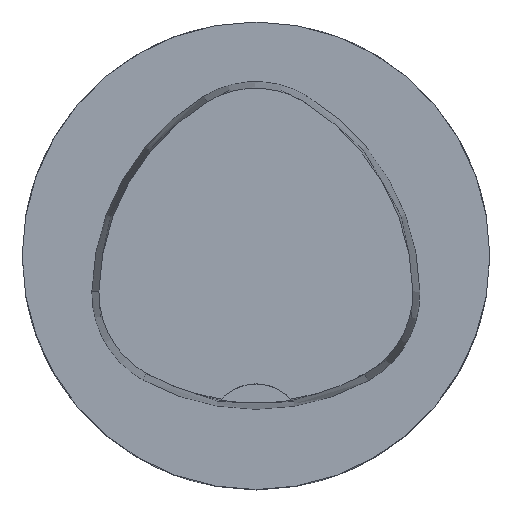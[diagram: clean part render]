
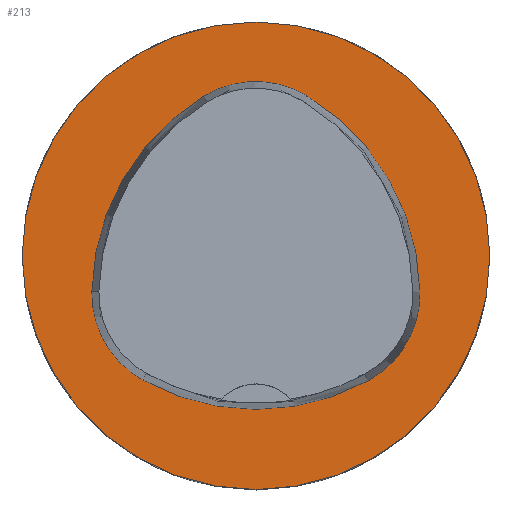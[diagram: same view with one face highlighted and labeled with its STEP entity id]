
A CAD part, top view. The second image highlights one B-rep face of the part: STEP entity #213.
In plain terms, the highlighted planar face has unit normal (0, 0, 1).
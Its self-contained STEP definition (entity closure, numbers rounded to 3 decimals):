
#213=ADVANCED_FACE('',(#397,#398),#253,.T.);
#253=PLANE('',#1184);
#397=FACE_BOUND('',#455,.T.);
#398=FACE_BOUND('',#456,.T.);
#455=EDGE_LOOP('',(#640,#641,#642,#643,#644,#645));
#456=EDGE_LOOP('',(#646));
#640=ORIENTED_EDGE('',*,*,#936,.T.);
#641=ORIENTED_EDGE('',*,*,#916,.T.);
#642=ORIENTED_EDGE('',*,*,#920,.T.);
#643=ORIENTED_EDGE('',*,*,#923,.T.);
#644=ORIENTED_EDGE('',*,*,#926,.T.);
#645=ORIENTED_EDGE('',*,*,#934,.T.);
#646=ORIENTED_EDGE('',*,*,#939,.F.);
#809=VERTEX_POINT('',#1863);
#810=VERTEX_POINT('',#1864);
#813=VERTEX_POINT('',#1872);
#815=VERTEX_POINT('',#1878);
#817=VERTEX_POINT('',#1884);
#824=VERTEX_POINT('',#1905);
#825=VERTEX_POINT('',#1915);
#916=EDGE_CURVE('',#809,#810,#1005,.T.);
#920=EDGE_CURVE('',#810,#813,#1007,.T.);
#923=EDGE_CURVE('',#813,#815,#1009,.T.);
#926=EDGE_CURVE('',#815,#817,#1011,.T.);
#934=EDGE_CURVE('',#817,#824,#1015,.T.);
#936=EDGE_CURVE('',#824,#809,#1017,.T.);
#939=EDGE_CURVE('',#825,#825,#1020,.T.);
#1005=CIRCLE('',#1161,20.);
#1007=CIRCLE('',#1164,8.5);
#1009=CIRCLE('',#1167,20.);
#1011=CIRCLE('',#1170,8.5);
#1015=CIRCLE('',#1175,20.);
#1017=CIRCLE('',#1178,8.5);
#1020=CIRCLE('',#1183,20.);
#1161=AXIS2_PLACEMENT_3D('',#1862,#1362,#1363);
#1164=AXIS2_PLACEMENT_3D('',#1871,#1370,#1371);
#1167=AXIS2_PLACEMENT_3D('',#1877,#1377,#1378);
#1170=AXIS2_PLACEMENT_3D('',#1883,#1384,#1385);
#1175=AXIS2_PLACEMENT_3D('',#1906,#1396,#1397);
#1178=AXIS2_PLACEMENT_3D('',#1909,#1402,#1403);
#1183=AXIS2_PLACEMENT_3D('',#1914,#1412,#1413);
#1184=AXIS2_PLACEMENT_3D('',#1916,#1414,#1415);
#1362=DIRECTION('',(0.,0.,-1.));
#1363=DIRECTION('',(-1.,0.,0.));
#1370=DIRECTION('',(0.,0.,-1.));
#1371=DIRECTION('',(-1.,0.,0.));
#1377=DIRECTION('',(0.,0.,-1.));
#1378=DIRECTION('',(-1.,0.,0.));
#1384=DIRECTION('',(0.,0.,-1.));
#1385=DIRECTION('',(-1.,0.,0.));
#1396=DIRECTION('',(0.,0.,-1.));
#1397=DIRECTION('',(-1.,0.,0.));
#1402=DIRECTION('',(0.,0.,-1.));
#1403=DIRECTION('',(-1.,0.,0.));
#1412=DIRECTION('',(0.,0.,-1.));
#1413=DIRECTION('',(-1.,0.,0.));
#1414=DIRECTION('',(0.,0.,1.));
#1415=DIRECTION('',(1.,0.,0.));
#1862=CARTESIAN_POINT('',(5.955,-3.414,0.));
#1863=CARTESIAN_POINT('',(-14.041,-3.042,0.));
#1864=CARTESIAN_POINT('',(-4.472,13.653,0.));
#1871=CARTESIAN_POINT('',(-0.04,6.4,0.));
#1872=CARTESIAN_POINT('',(4.347,13.68,0.));
#1877=CARTESIAN_POINT('',(-5.976,-3.45,0.));
#1878=CARTESIAN_POINT('',(14.021,-3.075,0.));
#1883=CARTESIAN_POINT('',(5.522,-3.235,0.));
#1884=CARTESIAN_POINT('',(9.588,-10.699,0.));
#1905=CARTESIAN_POINT('',(-9.655,-10.639,0.));
#1906=CARTESIAN_POINT('',(0.022,6.864,0.));
#1909=CARTESIAN_POINT('',(-5.543,-3.2,0.));
#1914=CARTESIAN_POINT('',(0.,0.,0.));
#1915=CARTESIAN_POINT('',(-20.,0.,0.));
#1916=CARTESIAN_POINT('',(0.,0.,0.));
